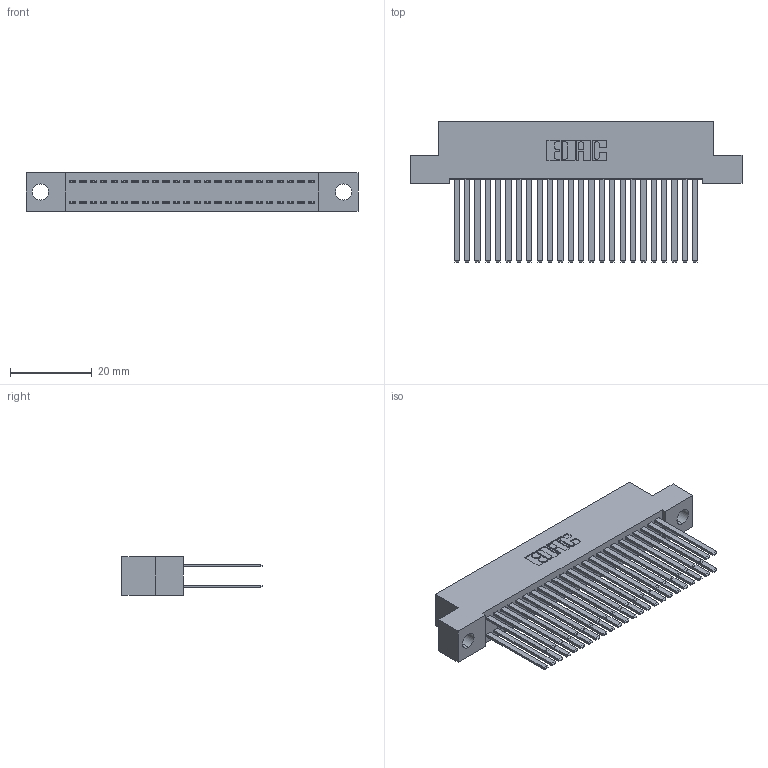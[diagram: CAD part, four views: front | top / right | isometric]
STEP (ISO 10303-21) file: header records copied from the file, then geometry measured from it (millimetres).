
FILE_DESCRIPTION (( 'STEP AP203' ), '1' );
FILE_NAME ('392-048-544-204.STEP', '2018-08-16T22:59:52', ( '' ), ( '' ), 'SwSTEP 2.0', 'SolidWorks 2016', '' );
FILE_SCHEMA (( 'CONFIG_CONTROL_DESIGN' ));
Length unit declared in the file: inch
Products named in the file (3): 342 Part_.156 TH; 345-292-001_345-293-144; 392-048-544-204
Assembly tree (49 placements, depth 2):
  392-048-544-204
    342 Part_.156 TH
    345-292-001_345-293-144  x48
Bounding box: 81.28 x 34.3 x 9.4 mm (x, y, z)
Volume: 7803.6 mm3; surface area: 13946.5 mm2
Topology: 49 solids, 49 shells, 2318 faces, 6875 edges, 4518 vertices
Faces by surface type: plane 1602, cylinder 716
Entity records: 17455 total; most frequent: CARTESIAN_POINT 2910, ORIENTED_EDGE 2846, DIRECTION 2515, EDGE_CURVE 1423, VECTOR 1299, LINE 1299, VERTEX_POINT 946, AXIS2_PLACEMENT_3D 608
